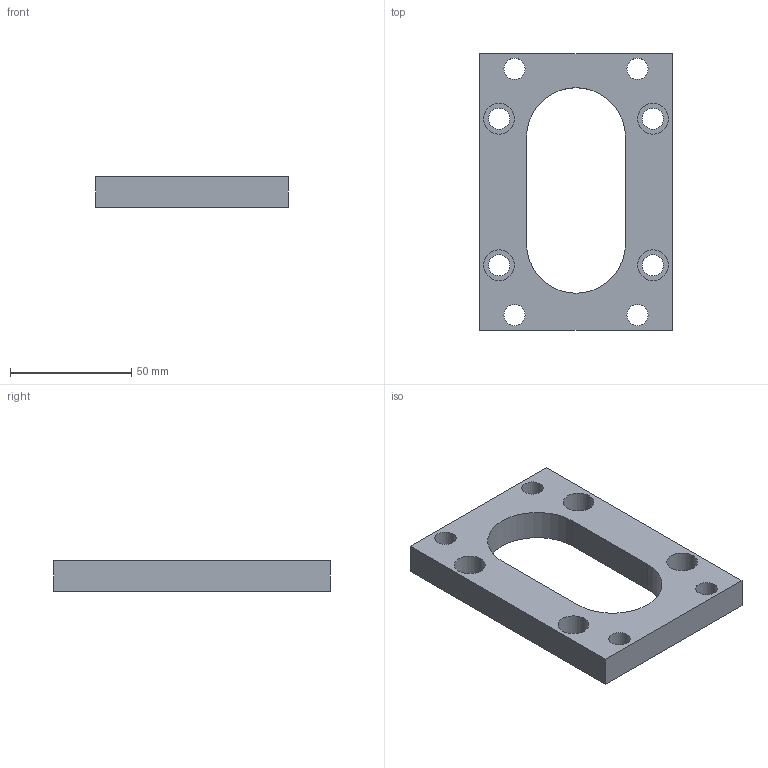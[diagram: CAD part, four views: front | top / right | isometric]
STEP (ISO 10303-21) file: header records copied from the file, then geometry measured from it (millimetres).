
FILE_DESCRIPTION( ( 'STEP AP203' ), '1' );
FILE_NAME( '185-D05MKV.stp', '2019-03-15T19:01:07', ( '' ), ( '' ), ' ', 'PARTsolutions', ' ' );
FILE_SCHEMA( ( 'CONFIG_CONTROL_DESIGN' ) );
Length unit declared in the file: inch
Products named in the file (6): 185-D05MKV; _zinc coated steel end mounting plate for D05 Manifold; _Tank top gasket for D05; _0.312-18 x 1.00 long hex head cap screws; _0.312-18 x 0.75 long socket head cap screw ; _0.312 high collar lock washers
Assembly tree (14 placements, depth 2):
  185-D05MKV
    _zinc coated steel end mounting plate for D05 Manifold
    _Tank top gasket for D05
    _0.312-18 x 1.00 long hex head cap screws  x4
    _0.312-18 x 0.75 long socket head cap screw   x4
    _0.312 high collar lock washers  x4
Bounding box: 79.5 x 114.3 x 12.7 mm (x, y, z)
Volume: 67480 mm3; surface area: 21888.3 mm2
Topology: 1 solids, 1 shells, 26 faces, 60 edges, 53 vertices
Faces by surface type: cylinder 14, plane 12
Full cylindrical faces by diameter (mm): 8.738 x8, 12.7 x4
Entity records: 1011 total; most frequent: DIRECTION 158, CARTESIAN_POINT 133, ORIENTED_EDGE 96, AXIS2_PLACEMENT_3D 69, EDGE_LOOP 60, EDGE_CURVE 48, VERTEX_POINT 40, FACE_OUTER_BOUND 38
